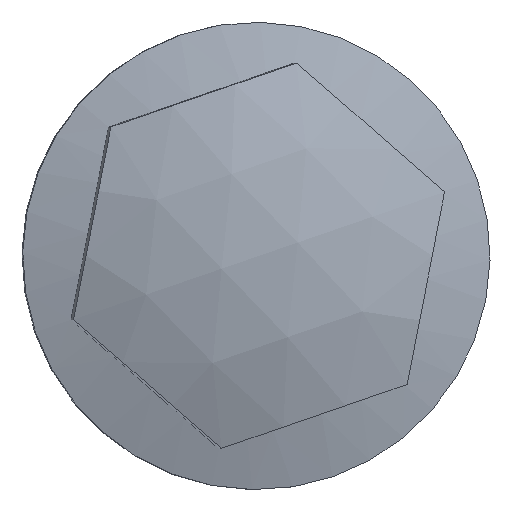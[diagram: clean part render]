
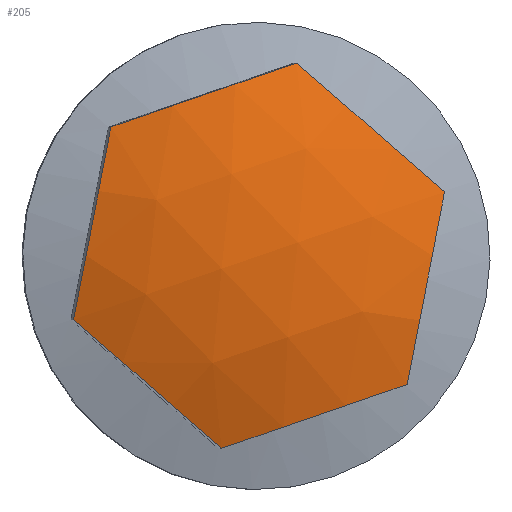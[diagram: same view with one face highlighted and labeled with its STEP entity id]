
A CAD part, top view. The second image highlights one B-rep face of the part: STEP entity #205.
In plain terms, the highlighted spherical face has radius 12 mm.
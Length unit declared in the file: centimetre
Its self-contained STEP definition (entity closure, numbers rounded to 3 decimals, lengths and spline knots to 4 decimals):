
#18=SPHERICAL_SURFACE('',#229,1.2);
#62=FACE_OUTER_BOUND('',#82,.T.);
#82=EDGE_LOOP('',(#169,#170,#171,#172,#173,#174));
#95=CIRCLE('',#228,1.1314);
#96=CIRCLE('',#230,1.1314);
#97=CIRCLE('',#231,1.1314);
#98=CIRCLE('',#232,1.1314);
#99=CIRCLE('',#233,1.1314);
#100=CIRCLE('',#234,1.1314);
#114=VERTEX_POINT('',#349);
#115=VERTEX_POINT('',#350);
#116=VERTEX_POINT('',#355);
#117=VERTEX_POINT('',#357);
#118=VERTEX_POINT('',#359);
#119=VERTEX_POINT('',#361);
#133=EDGE_CURVE('',#114,#115,#95,.T.);
#136=EDGE_CURVE('',#116,#114,#96,.T.);
#137=EDGE_CURVE('',#117,#116,#97,.T.);
#138=EDGE_CURVE('',#118,#117,#98,.T.);
#139=EDGE_CURVE('',#119,#118,#99,.T.);
#140=EDGE_CURVE('',#115,#119,#100,.T.);
#169=ORIENTED_EDGE('',*,*,#133,.F.);
#170=ORIENTED_EDGE('',*,*,#136,.F.);
#171=ORIENTED_EDGE('',*,*,#137,.F.);
#172=ORIENTED_EDGE('',*,*,#138,.F.);
#173=ORIENTED_EDGE('',*,*,#139,.F.);
#174=ORIENTED_EDGE('',*,*,#140,.F.);
#205=ADVANCED_FACE('',(#62),#18,.T.);
#228=AXIS2_PLACEMENT_3D('',#351,#272,#273);
#229=AXIS2_PLACEMENT_3D('',#354,#276,#277);
#230=AXIS2_PLACEMENT_3D('',#356,#278,#279);
#231=AXIS2_PLACEMENT_3D('',#358,#280,#281);
#232=AXIS2_PLACEMENT_3D('',#360,#282,#283);
#233=AXIS2_PLACEMENT_3D('',#362,#284,#285);
#234=AXIS2_PLACEMENT_3D('',#363,#286,#287);
#272=DIRECTION('center_axis',(0.656,0.755,-0.011));
#273=DIRECTION('ref_axis',(-0.137,0.134,0.981));
#276=DIRECTION('center_axis',(0.325,-0.946,-0.006));
#277=DIRECTION('ref_axis',(-0.945,-0.326,0.017));
#278=DIRECTION('center_axis',(-0.325,0.946,0.006));
#279=DIRECTION('ref_axis',(-0.176,-0.066,0.982));
#280=DIRECTION('center_axis',(-0.981,0.191,0.017));
#281=DIRECTION('ref_axis',(-0.022,-0.2,0.979));
#282=DIRECTION('center_axis',(-0.656,-0.755,0.011));
#283=DIRECTION('ref_axis',(0.171,-0.134,0.976));
#284=DIRECTION('center_axis',(0.325,-0.946,-0.006));
#285=DIRECTION('ref_axis',(0.21,0.066,0.975));
#286=DIRECTION('center_axis',(0.981,-0.191,-0.017));
#287=DIRECTION('ref_axis',(0.056,0.2,0.978));
#349=CARTESIAN_POINT('',(113.4609,-8.8223,17.0149));
#350=CARTESIAN_POINT('',(113.8094,-9.1254,17.0088));
#351=CARTESIAN_POINT('Origin',(113.6158,-8.9739,15.9044));
#354=CARTESIAN_POINT('Origin',(113.3534,-9.2757,15.909));
#355=CARTESIAN_POINT('',(113.0242,-8.9727,17.0225));
#356=CARTESIAN_POINT('Origin',(113.2232,-8.8975,15.9113));
#357=CARTESIAN_POINT('',(112.9361,-9.4261,17.024));
#358=CARTESIAN_POINT('Origin',(112.9608,-9.1994,15.9159));
#359=CARTESIAN_POINT('',(113.2846,-9.7291,17.018));
#360=CARTESIAN_POINT('Origin',(113.091,-9.5776,15.9136));
#361=CARTESIAN_POINT('',(113.7213,-9.5787,17.0103));
#362=CARTESIAN_POINT('Origin',(113.4836,-9.654,15.9068));
#363=CARTESIAN_POINT('Origin',(113.746,-9.3521,15.9022));
